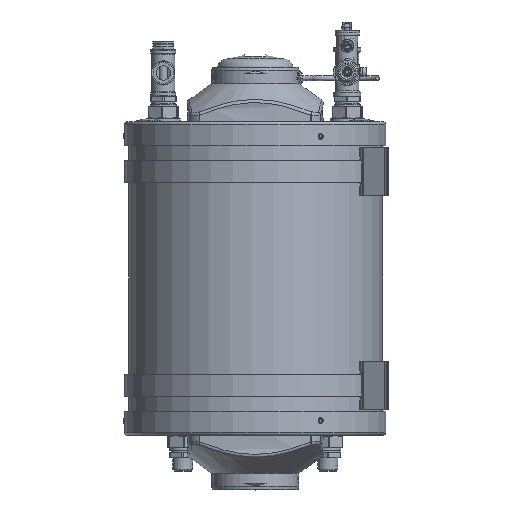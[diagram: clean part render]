
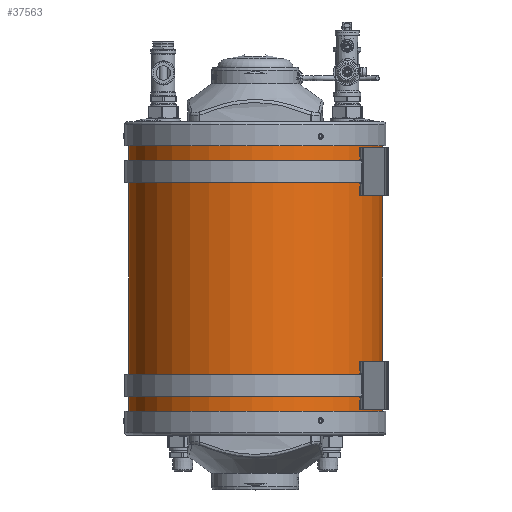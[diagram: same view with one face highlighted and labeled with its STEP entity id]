
A CAD part, left-side view. The second image highlights one B-rep face of the part: STEP entity #37563.
In plain terms, the highlighted cylindrical face has radius 131 mm (diameter 262 mm), a partial arc.
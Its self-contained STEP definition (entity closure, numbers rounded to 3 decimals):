
#2800=CYLINDRICAL_SURFACE('',#40350,131.);
#3661=FACE_OUTER_BOUND('',#5960,.T.);
#5960=EDGE_LOOP('',(#25508,#25509,#25510,#25511));
#8477=CIRCLE('',#40305,131.);
#8478=CIRCLE('',#40307,131.);
#10041=LINE('',#53788,#12824);
#10042=LINE('',#53790,#12825);
#12824=VECTOR('',#44216,1000.);
#12825=VECTOR('',#44219,1000.);
#15592=VERTEX_POINT('',#53662);
#15593=VERTEX_POINT('',#53666);
#15596=VERTEX_POINT('',#53674);
#15597=VERTEX_POINT('',#53678);
#19432=EDGE_CURVE('',#15596,#15592,#8477,.T.);
#19433=EDGE_CURVE('',#15597,#15593,#8478,.T.);
#19490=EDGE_CURVE('',#15596,#15597,#10041,.T.);
#19491=EDGE_CURVE('',#15592,#15593,#10042,.T.);
#25508=ORIENTED_EDGE('',*,*,#19433,.T.);
#25509=ORIENTED_EDGE('',*,*,#19491,.F.);
#25510=ORIENTED_EDGE('',*,*,#19432,.F.);
#25511=ORIENTED_EDGE('',*,*,#19490,.T.);
#37563=ADVANCED_FACE('',(#3661),#2800,.T.);
#40305=AXIS2_PLACEMENT_3D('',#53676,#44083,#44084);
#40307=AXIS2_PLACEMENT_3D('',#53679,#44087,#44088);
#40350=AXIS2_PLACEMENT_3D('',#53789,#44217,#44218);
#44083=DIRECTION('center_axis',(0.,1.,0.));
#44084=DIRECTION('ref_axis',(1.,0.,0.));
#44087=DIRECTION('center_axis',(0.,1.,0.));
#44088=DIRECTION('ref_axis',(1.,0.,0.));
#44216=DIRECTION('',(0.,-1.,0.));
#44217=DIRECTION('center_axis',(0.,-1.,0.));
#44218=DIRECTION('ref_axis',(0.,0.,
1.));
#44219=DIRECTION('',(0.,-1.,0.));
#53662=CARTESIAN_POINT('',(7.691,318.,-130.774));
#53666=CARTESIAN_POINT('',(7.691,0.,-130.774));
#53674=CARTESIAN_POINT('',(-7.691,318.,-130.774));
#53676=CARTESIAN_POINT('Origin',(0.,318.,0.));
#53678=CARTESIAN_POINT('',(-7.691,0.,-130.774));
#53679=CARTESIAN_POINT('Origin',(0.,0.,0.));
#53788=CARTESIAN_POINT('',(-7.691,318.,-130.774));
#53789=CARTESIAN_POINT('Origin',(0.,318.,0.));
#53790=CARTESIAN_POINT('',(7.691,318.,-130.774));
